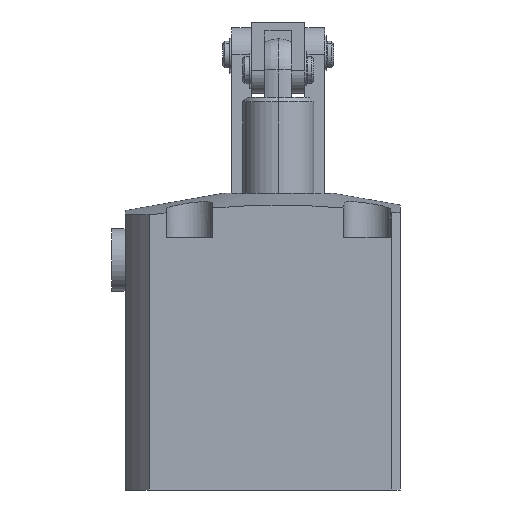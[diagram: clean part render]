
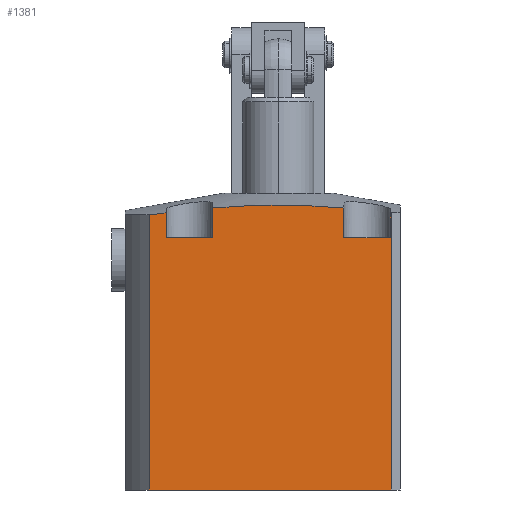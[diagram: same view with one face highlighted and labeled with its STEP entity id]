
A CAD part, front view. The second image highlights one B-rep face of the part: STEP entity #1381.
In plain terms, the highlighted planar face has unit normal (0, -1, 0).
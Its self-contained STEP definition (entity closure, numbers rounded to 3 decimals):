
#329 = VECTOR ( 'NONE', #5536, 1000. ) ;
#348 = VECTOR ( 'NONE', #5537, 1000. ) ;
#471 = LINE ( 'NONE', #5557, #348 ) ;
#486 = LINE ( 'NONE', #5556, #329 ) ;
#567 = AXIS2_PLACEMENT_3D ( 'NONE', #6623, #6636, #6637 ) ;
#1171 = B_SPLINE_CURVE_WITH_KNOTS ( 'NONE', 3,
 ( #2393, #2494, #2490, #2489, #2487, #2488, #2486, #2485, #2484, #2483 ),
 .UNSPECIFIED., .F., .F.,
 ( 4, 2, 2, 2, 4 ),
 ( 0.102, 0.109, 0.117, 0.124, 0.132 ),
 .UNSPECIFIED. ) ;
#1208 = B_SPLINE_CURVE_WITH_KNOTS ( 'NONE', 3,
 ( #5335, #5371, #5376, #5333 ),
 .UNSPECIFIED., .F., .F.,
 ( 4, 4 ),
 ( 0.091, 0.091 ),
 .UNSPECIFIED. ) ;
#1239 = B_SPLINE_CURVE_WITH_KNOTS ( 'NONE', 3,
 ( #5353, #5364, #5352, #5343 ),
 .UNSPECIFIED., .F., .F.,
 ( 4, 4 ),
 ( 0.142, 0.146 ),
 .UNSPECIFIED. ) ;
#1381 = ADVANCED_FACE ( 'NONE', ( #9017 ), #6635, .F. ) ;
#2001 = LINE ( 'NONE', #5285, #2153 ) ;
#2002 = LINE ( 'NONE', #5318, #2093 ) ;
#2027 = LINE ( 'NONE', #5481, #2161 ) ;
#2028 = LINE ( 'NONE', #5483, #2150 ) ;
#2050 = LINE ( 'NONE', #5299, #2105 ) ;
#2055 = VECTOR ( 'NONE', #5501, 1000. ) ;
#2091 = LINE ( 'NONE', #5486, #2189 ) ;
#2093 = VECTOR ( 'NONE', #5308, 1000. ) ;
#2105 = VECTOR ( 'NONE', #5286, 1000. ) ;
#2150 = VECTOR ( 'NONE', #5482, 1000. ) ;
#2153 = VECTOR ( 'NONE', #5282, 1000. ) ;
#2161 = VECTOR ( 'NONE', #5480, 1000. ) ;
#2189 = VECTOR ( 'NONE', #5485, 1000. ) ;
#2212 = LINE ( 'NONE', #5496, #2055 ) ;
#2393 = CARTESIAN_POINT ( 'NONE',  ( 14.75, -27.5, 21.702 ) ) ;
#2483 = CARTESIAN_POINT ( 'NONE',  ( -14.75, -27.5, 21.702 ) ) ;
#2484 = CARTESIAN_POINT ( 'NONE',  ( -12.296, -27.5, 21.906 ) ) ;
#2485 = CARTESIAN_POINT ( 'NONE',  ( -9.841, -27.5, 22.071 ) ) ;
#2486 = CARTESIAN_POINT ( 'NONE',  ( -4.929, -27.5, 22.296 ) ) ;
#2487 = CARTESIAN_POINT ( 'NONE',  ( 2.444, -27.5, 22.355 ) ) ;
#2488 = CARTESIAN_POINT ( 'NONE',  ( -2.472, -27.5, 22.355 ) ) ;
#2489 = CARTESIAN_POINT ( 'NONE',  ( 4.904, -27.5, 22.296 ) ) ;
#2490 = CARTESIAN_POINT ( 'NONE',  ( 9.826, -27.5, 22.072 ) ) ;
#2494 = CARTESIAN_POINT ( 'NONE',  ( 12.289, -27.5, 21.907 ) ) ;
#2850 = ORIENTED_EDGE ( 'NONE', *, *, #3929, .T. ) ;
#2861 = ORIENTED_EDGE ( 'NONE', *, *, #4344, .T. ) ;
#2863 = ORIENTED_EDGE ( 'NONE', *, *, #4348, .T. ) ;
#3011 = ORIENTED_EDGE ( 'NONE', *, *, #3928, .F. ) ;
#3081 = ORIENTED_EDGE ( 'NONE', *, *, #4336, .T. ) ;
#3104 = ORIENTED_EDGE ( 'NONE', *, *, #3908, .F. ) ;
#3128 = ORIENTED_EDGE ( 'NONE', *, *, #4333, .T. ) ;
#3169 = ORIENTED_EDGE ( 'NONE', *, *, #3907, .T. ) ;
#3172 = ORIENTED_EDGE ( 'NONE', *, *, #3924, .T. ) ;
#3190 = ORIENTED_EDGE ( 'NONE', *, *, #4339, .T. ) ;
#3191 = ORIENTED_EDGE ( 'NONE', *, *, #4338, .F. ) ;
#3907 = EDGE_CURVE ( 'NONE', #10013, #10035, #471, .T. ) ;
#3908 = EDGE_CURVE ( 'NONE', #10136, #10035, #486, .T. ) ;
#3924 = EDGE_CURVE ( 'NONE', #9937, #9982, #2212, .T. ) ;
#3927 = EDGE_CURVE ( 'NONE', #10033, #10061, #2091, .T. ) ;
#3928 = EDGE_CURVE ( 'NONE', #10033, #10075, #2028, .T. ) ;
#3929 = EDGE_CURVE ( 'NONE', #10136, #10063, #2027, .T. ) ;
#4333 = EDGE_CURVE ( 'NONE', #9982, #10133, #1208, .T. ) ;
#4336 = EDGE_CURVE ( 'NONE', #10083, #10069, #2002, .T. ) ;
#4338 = EDGE_CURVE ( 'NONE', #9937, #10069, #2050, .T. ) ;
#4339 = EDGE_CURVE ( 'NONE', #10133, #10075, #2001, .T. ) ;
#4344 = EDGE_CURVE ( 'NONE', #10063, #10083, #1239, .T. ) ;
#4348 = EDGE_CURVE ( 'NONE', #10061, #10013, #1171, .T. ) ;
#5282 = DIRECTION ( 'NONE',  ( 0., 0., -1. ) ) ;
#5285 = CARTESIAN_POINT ( 'NONE',  ( 25.25, -27.5, 25. ) ) ;
#5286 = DIRECTION ( 'NONE',  ( -1., 0., 0. ) ) ;
#5299 = CARTESIAN_POINT ( 'NONE',  ( 27.5, -27.5, -41.8 ) ) ;
#5308 = DIRECTION ( 'NONE',  ( 0., 0., -1. ) ) ;
#5318 = CARTESIAN_POINT ( 'NONE',  ( -29.047, -27.5, 25. ) ) ;
#5333 = CARTESIAN_POINT ( 'NONE',  ( 25.25, -27.5, 20.621 ) ) ;
#5335 = CARTESIAN_POINT ( 'NONE',  ( 25.5, -27.5, 20.591 ) ) ;
#5343 = CARTESIAN_POINT ( 'NONE',  ( -29.047, -27.5, 20.151 ) ) ;
#5352 = CARTESIAN_POINT ( 'NONE',  ( -27.782, -27.5, 20.313 ) ) ;
#5353 = CARTESIAN_POINT ( 'NONE',  ( -25.25, -27.5, 20.621 ) ) ;
#5364 = CARTESIAN_POINT ( 'NONE',  ( -26.517, -27.5, 20.47 ) ) ;
#5371 = CARTESIAN_POINT ( 'NONE',  ( 25.417, -27.5, 20.601 ) ) ;
#5376 = CARTESIAN_POINT ( 'NONE',  ( 25.333, -27.5, 20.611 ) ) ;
#5480 = DIRECTION ( 'NONE',  ( 0., 0., 1. ) ) ;
#5481 = CARTESIAN_POINT ( 'NONE',  ( -25.25, -27.5, 25. ) ) ;
#5482 = DIRECTION ( 'NONE',  ( 1., 0., 0. ) ) ;
#5483 = CARTESIAN_POINT ( 'NONE',  ( 0., -27.5, 15. ) ) ;
#5485 = DIRECTION ( 'NONE',  ( 0., 0., 1. ) ) ;
#5486 = CARTESIAN_POINT ( 'NONE',  ( 14.75, -27.5, 25. ) ) ;
#5496 = CARTESIAN_POINT ( 'NONE',  ( 25.5, -27.5, 20.347 ) ) ;
#5501 = DIRECTION ( 'NONE',  ( 0., 0., 1. ) ) ;
#5536 = DIRECTION ( 'NONE',  ( 1., 0., 0. ) ) ;
#5537 = DIRECTION ( 'NONE',  ( 0., 0., -1. ) ) ;
#5556 = CARTESIAN_POINT ( 'NONE',  ( 0., -27.5, 15. ) ) ;
#5557 = CARTESIAN_POINT ( 'NONE',  ( -14.75, -27.5, 25. ) ) ;
#5827 = ORIENTED_EDGE ( 'NONE', *, *, #3927, .T. ) ;
#6623 = CARTESIAN_POINT ( 'NONE',  ( 0., -27.5, 25. ) ) ;
#6635 = PLANE ( 'NONE',  #567 ) ;
#6636 = DIRECTION ( 'NONE',  ( 0., 1., 0. ) ) ;
#6637 = DIRECTION ( 'NONE',  ( 0., 0., 1. ) ) ;
#6838 = EDGE_LOOP ( 'NONE', ( #3191, #3172, #3128, #3190, #3011, #5827, #2863, #3169, #3104, #2850, #2861, #3081 ) ) ;
#9017 = FACE_OUTER_BOUND ( 'NONE', #6838, .T. ) ;
#9476 = CARTESIAN_POINT ( 'NONE',  ( -25.25, -27.5, 15. ) ) ;
#9480 = CARTESIAN_POINT ( 'NONE',  ( 25.25, -27.5, 20.621 ) ) ;
#9538 = CARTESIAN_POINT ( 'NONE',  ( -29.047, -27.5, 20.151 ) ) ;
#9546 = CARTESIAN_POINT ( 'NONE',  ( 25.25, -27.5, 15. ) ) ;
#9552 = CARTESIAN_POINT ( 'NONE',  ( -29.047, -27.5, -41.8 ) ) ;
#9558 = CARTESIAN_POINT ( 'NONE',  ( -25.25, -27.5, 20.621 ) ) ;
#9561 = CARTESIAN_POINT ( 'NONE',  ( 14.75, -27.5, 21.702 ) ) ;
#9590 = CARTESIAN_POINT ( 'NONE',  ( -14.75, -27.5, 15. ) ) ;
#9592 = CARTESIAN_POINT ( 'NONE',  ( 14.75, -27.5, 15. ) ) ;
#9615 = CARTESIAN_POINT ( 'NONE',  ( -14.75, -27.5, 21.702 ) ) ;
#9649 = CARTESIAN_POINT ( 'NONE',  ( 25.5, -27.5, 20.591 ) ) ;
#9703 = CARTESIAN_POINT ( 'NONE',  ( 25.5, -27.5, -41.8 ) ) ;
#9937 = VERTEX_POINT ( 'NONE', #9703 ) ;
#9982 = VERTEX_POINT ( 'NONE', #9649 ) ;
#10013 = VERTEX_POINT ( 'NONE', #9615 ) ;
#10033 = VERTEX_POINT ( 'NONE', #9592 ) ;
#10035 = VERTEX_POINT ( 'NONE', #9590 ) ;
#10061 = VERTEX_POINT ( 'NONE', #9561 ) ;
#10063 = VERTEX_POINT ( 'NONE', #9558 ) ;
#10069 = VERTEX_POINT ( 'NONE', #9552 ) ;
#10075 = VERTEX_POINT ( 'NONE', #9546 ) ;
#10083 = VERTEX_POINT ( 'NONE', #9538 ) ;
#10133 = VERTEX_POINT ( 'NONE', #9480 ) ;
#10136 = VERTEX_POINT ( 'NONE', #9476 ) ;
